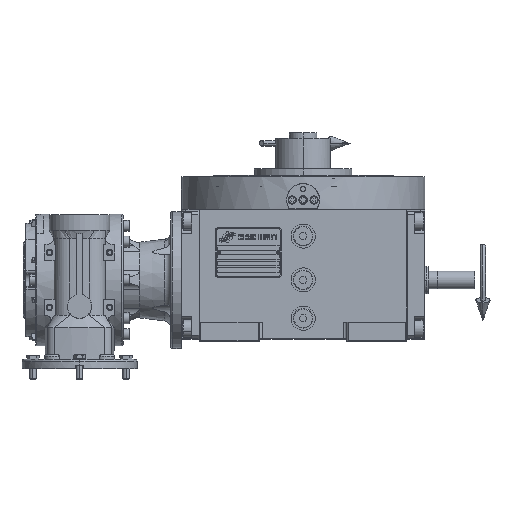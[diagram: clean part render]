
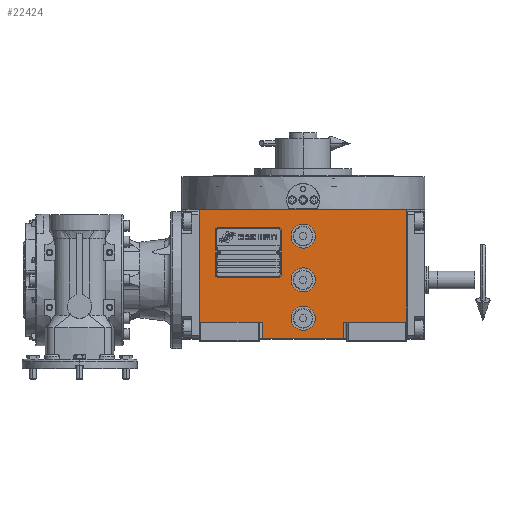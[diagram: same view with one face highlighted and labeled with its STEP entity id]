
A CAD part, top view. The second image highlights one B-rep face of the part: STEP entity #22424.
In plain terms, the highlighted planar face has unit normal (0, 0, 1).
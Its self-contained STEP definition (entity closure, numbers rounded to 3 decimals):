
#2879 = ORIENTED_EDGE ( 'NONE', *, *, #31976, .F. ) ;
#3581 = CIRCLE ( 'NONE', #47980, 11. ) ;
#3631 = DIRECTION ( 'NONE',  ( 0., 0., 1. ) ) ;
#3999 = VERTEX_POINT ( 'NONE', #107101 ) ;
#5375 = DIRECTION ( 'NONE',  ( 1., 0., 0. ) ) ;
#5597 = ORIENTED_EDGE ( 'NONE', *, *, #106016, .F. ) ;
#6060 = VECTOR ( 'NONE', #90633, 1000. ) ;
#6616 = ORIENTED_EDGE ( 'NONE', *, *, #105427, .T. ) ;
#6906 = EDGE_CURVE ( 'NONE', #48337, #41787, #30534, .T. ) ;
#7270 = VECTOR ( 'NONE', #108362, 1000. ) ;
#8313 = DIRECTION ( 'NONE',  ( -1., 0., 0. ) ) ;
#9090 = CARTESIAN_POINT ( 'NONE',  ( -94.5, 64.5, 163.5 ) ) ;
#9737 = CARTESIAN_POINT ( 'NONE',  ( 94.5, -38.5, 163.5 ) ) ;
#9836 = CARTESIAN_POINT ( 'NONE',  ( 11., 40., 163.5 ) ) ;
#9899 = EDGE_LOOP ( 'NONE', ( #39784, #51686, #6616, #46315, #5597, #80461, #17720, #73338 ) ) ;
#11503 = CARTESIAN_POINT ( 'NONE',  ( -37., -53.5, 163.5 ) ) ;
#17720 = ORIENTED_EDGE ( 'NONE', *, *, #61409, .T. ) ;
#21907 = CARTESIAN_POINT ( 'NONE',  ( 37., -53.5, 163.5 ) ) ;
#22424 = ADVANCED_FACE ( 'NONE', ( #100947, #45239, #111062, #52835 ), #24388, .T. ) ;
#24388 = PLANE ( 'NONE',  #72941 ) ;
#26678 = DIRECTION ( 'NONE',  ( 0., 0., 1. ) ) ;
#27312 = CARTESIAN_POINT ( 'NONE',  ( 0., 40., 163.5 ) ) ;
#29091 = DIRECTION ( 'NONE',  ( 1., 0., 0. ) ) ;
#29250 = LINE ( 'NONE', #11503, #118036 ) ;
#30020 = EDGE_LOOP ( 'NONE', ( #86290, #122981 ) ) ;
#30107 = EDGE_CURVE ( 'NONE', #3999, #44191, #52022, .T. ) ;
#30534 = CIRCLE ( 'NONE', #99155, 11. ) ;
#30909 = EDGE_CURVE ( 'NONE', #55170, #95143, #75889, .T. ) ;
#31180 = VERTEX_POINT ( 'NONE', #37593 ) ;
#31976 = EDGE_CURVE ( 'NONE', #108376, #105643, #33009, .T. ) ;
#32291 = CARTESIAN_POINT ( 'NONE',  ( -94.5, -38.5, 163.5 ) ) ;
#33009 = CIRCLE ( 'NONE', #49185, 11. ) ;
#35231 = ORIENTED_EDGE ( 'NONE', *, *, #98706, .F. ) ;
#35442 = CARTESIAN_POINT ( 'NONE',  ( -94.5, 64.5, 163.5 ) ) ;
#35641 = CARTESIAN_POINT ( 'NONE',  ( 11., 0., 163.5 ) ) ;
#36965 = CARTESIAN_POINT ( 'NONE',  ( -11., -35., 163.5 ) ) ;
#37593 = CARTESIAN_POINT ( 'NONE',  ( -11., 40., 163.5 ) ) ;
#38907 = LINE ( 'NONE', #105994, #39219 ) ;
#39219 = VECTOR ( 'NONE', #87015, 1000. ) ;
#39784 = ORIENTED_EDGE ( 'NONE', *, *, #30107, .T. ) ;
#40307 = CIRCLE ( 'NONE', #86777, 11. ) ;
#41787 = VERTEX_POINT ( 'NONE', #69881 ) ;
#42631 = CARTESIAN_POINT ( 'NONE',  ( 11., -35., 163.5 ) ) ;
#44191 = VERTEX_POINT ( 'NONE', #21907 ) ;
#45239 = FACE_BOUND ( 'NONE', #117522, .T. ) ;
#45258 = CARTESIAN_POINT ( 'NONE',  ( 0., -35., 163.5 ) ) ;
#46315 = ORIENTED_EDGE ( 'NONE', *, *, #82469, .T. ) ;
#47980 = AXIS2_PLACEMENT_3D ( 'NONE', #110322, #61586, #51453 ) ;
#48337 = VERTEX_POINT ( 'NONE', #35641 ) ;
#49185 = AXIS2_PLACEMENT_3D ( 'NONE', #58156, #116400, #29091 ) ;
#49494 = VERTEX_POINT ( 'NONE', #50291 ) ;
#50122 = EDGE_CURVE ( 'NONE', #124121, #44191, #91856, .T. ) ;
#50291 = CARTESIAN_POINT ( 'NONE',  ( -37., -38.5, 163.5 ) ) ;
#50959 = LINE ( 'NONE', #108582, #105598 ) ;
#51453 = DIRECTION ( 'NONE',  ( -1., 0., 0. ) ) ;
#51686 = ORIENTED_EDGE ( 'NONE', *, *, #50122, .F. ) ;
#52022 = LINE ( 'NONE', #98876, #6060 ) ;
#52835 = FACE_OUTER_BOUND ( 'NONE', #9899, .T. ) ;
#55170 = VERTEX_POINT ( 'NONE', #32291 ) ;
#55897 = VERTEX_POINT ( 'NONE', #105467 ) ;
#56864 = DIRECTION ( 'NONE',  ( 0., 1., 0. ) ) ;
#58156 = CARTESIAN_POINT ( 'NONE',  ( 0., -35., 163.5 ) ) ;
#58666 = EDGE_CURVE ( 'NONE', #3999, #49494, #29250, .T. ) ;
#60082 = DIRECTION ( 'NONE',  ( 1., 0., 0. ) ) ;
#61409 = EDGE_CURVE ( 'NONE', #55170, #49494, #119528, .T. ) ;
#61586 = DIRECTION ( 'NONE',  ( 0., 0., 1. ) ) ;
#62433 = AXIS2_PLACEMENT_3D ( 'NONE', #100394, #3631, #70664 ) ;
#65287 = EDGE_CURVE ( 'NONE', #85009, #31180, #121048, .T. ) ;
#66361 = CARTESIAN_POINT ( 'NONE',  ( -94.5, -38.5, 163.5 ) ) ;
#67557 = EDGE_CURVE ( 'NONE', #31180, #85009, #40307, .T. ) ;
#68226 = VERTEX_POINT ( 'NONE', #9737 ) ;
#69881 = CARTESIAN_POINT ( 'NONE',  ( -11., 0., 163.5 ) ) ;
#70664 = DIRECTION ( 'NONE',  ( 1., 0., 0. ) ) ;
#71460 = CARTESIAN_POINT ( 'NONE',  ( -94.5, -38.5, 163.5 ) ) ;
#71855 = DIRECTION ( 'NONE',  ( 0., 0., 1. ) ) ;
#72427 = DIRECTION ( 'NONE',  ( 0., 0., 1. ) ) ;
#72941 = AXIS2_PLACEMENT_3D ( 'NONE', #112316, #71855, #74343 ) ;
#73338 = ORIENTED_EDGE ( 'NONE', *, *, #58666, .F. ) ;
#74053 = DIRECTION ( 'NONE',  ( 1., 0., 0. ) ) ;
#74343 = DIRECTION ( 'NONE',  ( 1., 0., 0. ) ) ;
#74359 = DIRECTION ( 'NONE',  ( 0., 0., 1. ) ) ;
#75018 = CARTESIAN_POINT ( 'NONE',  ( 37., -38.5, 163.5 ) ) ;
#75889 = LINE ( 'NONE', #66361, #116263 ) ;
#80461 = ORIENTED_EDGE ( 'NONE', *, *, #30909, .F. ) ;
#82469 = EDGE_CURVE ( 'NONE', #68226, #55897, #38907, .T. ) ;
#85009 = VERTEX_POINT ( 'NONE', #9836 ) ;
#86290 = ORIENTED_EDGE ( 'NONE', *, *, #65287, .F. ) ;
#86484 = AXIS2_PLACEMENT_3D ( 'NONE', #45258, #74359, #112947 ) ;
#86777 = AXIS2_PLACEMENT_3D ( 'NONE', #27312, #26678, #8313 ) ;
#87015 = DIRECTION ( 'NONE',  ( 0., 1., 0. ) ) ;
#87462 = DIRECTION ( 'NONE',  ( 0., 1., 0. ) ) ;
#90633 = DIRECTION ( 'NONE',  ( 1., 0., 0. ) ) ;
#91856 = LINE ( 'NONE', #120342, #7270 ) ;
#95143 = VERTEX_POINT ( 'NONE', #9090 ) ;
#96103 = VECTOR ( 'NONE', #60082, 1000. ) ;
#98706 = EDGE_CURVE ( 'NONE', #105643, #108376, #120762, .T. ) ;
#98823 = EDGE_CURVE ( 'NONE', #41787, #48337, #3581, .T. ) ;
#98876 = CARTESIAN_POINT ( 'NONE',  ( -37., -53.5, 163.5 ) ) ;
#99155 = AXIS2_PLACEMENT_3D ( 'NONE', #100291, #72427, #5375 ) ;
#100291 = CARTESIAN_POINT ( 'NONE',  ( 0., 0., 163.5 ) ) ;
#100394 = CARTESIAN_POINT ( 'NONE',  ( 0., 40., 163.5 ) ) ;
#100947 = FACE_BOUND ( 'NONE', #116399, .T. ) ;
#105427 = EDGE_CURVE ( 'NONE', #124121, #68226, #50959, .T. ) ;
#105467 = CARTESIAN_POINT ( 'NONE',  ( 94.5, 64.5, 163.5 ) ) ;
#105598 = VECTOR ( 'NONE', #115109, 1000. ) ;
#105643 = VERTEX_POINT ( 'NONE', #36965 ) ;
#105994 = CARTESIAN_POINT ( 'NONE',  ( 94.5, -38.5, 163.5 ) ) ;
#106016 = EDGE_CURVE ( 'NONE', #95143, #55897, #122111, .T. ) ;
#107101 = CARTESIAN_POINT ( 'NONE',  ( -37., -53.5, 163.5 ) ) ;
#107653 = VECTOR ( 'NONE', #74053, 1000. ) ;
#108362 = DIRECTION ( 'NONE',  ( 0., -1., 0. ) ) ;
#108376 = VERTEX_POINT ( 'NONE', #42631 ) ;
#108582 = CARTESIAN_POINT ( 'NONE',  ( 37., -38.5, 163.5 ) ) ;
#110322 = CARTESIAN_POINT ( 'NONE',  ( 0., 0., 163.5 ) ) ;
#111062 = FACE_BOUND ( 'NONE', #30020, .T. ) ;
#112316 = CARTESIAN_POINT ( 'NONE',  ( -94.5, -53.5, 163.5 ) ) ;
#112922 = ORIENTED_EDGE ( 'NONE', *, *, #6906, .F. ) ;
#112947 = DIRECTION ( 'NONE',  ( -1., 0., 0. ) ) ;
#114048 = ORIENTED_EDGE ( 'NONE', *, *, #98823, .F. ) ;
#115109 = DIRECTION ( 'NONE',  ( 1., 0., 0. ) ) ;
#116263 = VECTOR ( 'NONE', #56864, 1000. ) ;
#116399 = EDGE_LOOP ( 'NONE', ( #112922, #114048 ) ) ;
#116400 = DIRECTION ( 'NONE',  ( 0., 0., 1. ) ) ;
#117522 = EDGE_LOOP ( 'NONE', ( #2879, #35231 ) ) ;
#118036 = VECTOR ( 'NONE', #87462, 1000. ) ;
#119528 = LINE ( 'NONE', #71460, #96103 ) ;
#120342 = CARTESIAN_POINT ( 'NONE',  ( 37., -38.5, 163.5 ) ) ;
#120762 = CIRCLE ( 'NONE', #86484, 11. ) ;
#121048 = CIRCLE ( 'NONE', #62433, 11. ) ;
#122111 = LINE ( 'NONE', #35442, #107653 ) ;
#122981 = ORIENTED_EDGE ( 'NONE', *, *, #67557, .F. ) ;
#124121 = VERTEX_POINT ( 'NONE', #75018 ) ;
